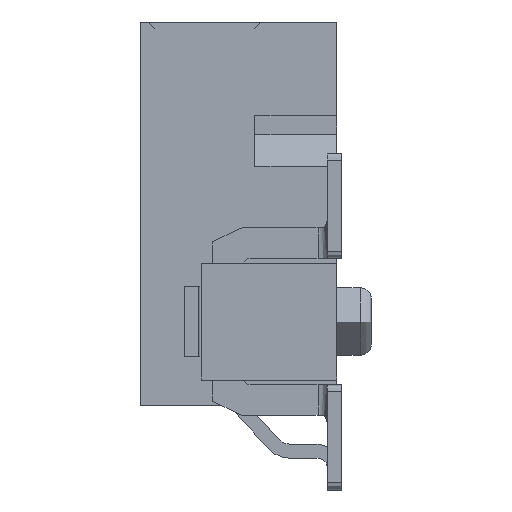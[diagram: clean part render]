
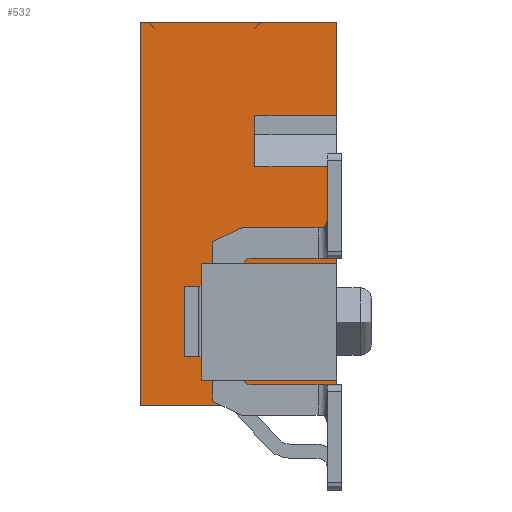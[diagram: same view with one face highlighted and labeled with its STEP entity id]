
A CAD part, left-side view. The second image highlights one B-rep face of the part: STEP entity #532.
In plain terms, the highlighted planar face has unit normal (-1, 0, 0).
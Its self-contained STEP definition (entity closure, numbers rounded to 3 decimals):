
#172=CARTESIAN_POINT('',(-26.765,-2.1,5.11));
#173=VERTEX_POINT('',#172);
#190=CARTESIAN_POINT('',(-26.765,-0.35,5.11));
#191=VERTEX_POINT('',#190);
#198=CARTESIAN_POINT('',(-26.765,-0.35,5.11));
#199=DIRECTION('',(0.,-1.,0.));
#200=VECTOR('',#199,1.75);
#201=LINE('',#198,#200);
#202=EDGE_CURVE('',#191,#173,#201,.T.);
#212=CARTESIAN_POINT('',(-26.765,-0.35,6.2));
#213=VERTEX_POINT('',#212);
#214=CARTESIAN_POINT('',(-26.765,-0.35,6.2));
#215=DIRECTION('',(0.,0.,-1.));
#216=VECTOR('',#215,1.09);
#217=LINE('',#214,#216);
#218=EDGE_CURVE('',#213,#191,#217,.T.);
#245=CARTESIAN_POINT('',(-26.765,-2.1,6.2));
#246=VERTEX_POINT('',#245);
#253=CARTESIAN_POINT('',(-26.765,-2.1,6.2));
#254=DIRECTION('',(0.,1.,0.));
#255=VECTOR('',#254,1.75);
#256=LINE('',#253,#255);
#257=EDGE_CURVE('',#246,#213,#256,.T.);
#388=CARTESIAN_POINT('',(-26.765,0.,4.1));
#389=DIRECTION('',(0.,-1.,0.));
#390=DIRECTION('',(-1.,0.,0.));
#391=AXIS2_PLACEMENT_3D('',#388,#390,#389);
#392=PLANE('',#391);
#393=CARTESIAN_POINT('',(-26.765,2.1,8.2));
#394=VERTEX_POINT('',#393);
#395=CARTESIAN_POINT('',(-26.765,2.1,0.));
#396=VERTEX_POINT('',#395);
#397=CARTESIAN_POINT('',(-26.765,2.1,8.2));
#398=DIRECTION('',(0.,0.,-1.));
#399=VECTOR('',#398,8.2);
#400=LINE('',#397,#399);
#401=EDGE_CURVE('',#394,#396,#400,.T.);
#402=ORIENTED_EDGE('',*,*,#401,.T.);
#403=CARTESIAN_POINT('',(-26.765,-2.1,0.));
#404=VERTEX_POINT('',#403);
#405=CARTESIAN_POINT('',(-26.765,2.1,0.));
#406=DIRECTION('',(0.,-1.,0.));
#407=VECTOR('',#406,4.2);
#408=LINE('',#405,#407);
#409=EDGE_CURVE('',#396,#404,#408,.T.);
#410=ORIENTED_EDGE('',*,*,#409,.T.);
#411=CARTESIAN_POINT('',(-26.765,-2.1,0.55));
#412=VERTEX_POINT('',#411);
#413=CARTESIAN_POINT('',(-26.765,-2.1,0.));
#414=DIRECTION('',(0.,0.,1.));
#415=VECTOR('',#414,0.55);
#416=LINE('',#413,#415);
#417=EDGE_CURVE('',#404,#412,#416,.T.);
#418=ORIENTED_EDGE('',*,*,#417,.T.);
#419=CARTESIAN_POINT('',(-26.765,-0.35,0.55));
#420=VERTEX_POINT('',#419);
#421=CARTESIAN_POINT('',(-26.765,-2.1,0.55));
#422=DIRECTION('',(0.,1.,0.));
#423=VECTOR('',#422,1.75);
#424=LINE('',#421,#423);
#425=EDGE_CURVE('',#412,#420,#424,.T.);
#426=ORIENTED_EDGE('',*,*,#425,.T.);
#427=CARTESIAN_POINT('',(-26.765,-0.2,0.7));
#428=VERTEX_POINT('',#427);
#429=CARTESIAN_POINT('',(-26.765,-0.35,0.55));
#430=DIRECTION('',(0.,0.707,0.707));
#431=VECTOR('',#430,0.212);
#432=LINE('',#429,#431);
#433=EDGE_CURVE('',#420,#428,#432,.T.);
#434=ORIENTED_EDGE('',*,*,#433,.T.);
#435=CARTESIAN_POINT('',(-26.765,-0.2,1.075));
#436=VERTEX_POINT('',#435);
#437=CARTESIAN_POINT('',(-26.765,-0.2,0.7));
#438=DIRECTION('',(0.,0.,1.));
#439=VECTOR('',#438,0.375);
#440=LINE('',#437,#439);
#441=EDGE_CURVE('',#428,#436,#440,.T.);
#442=ORIENTED_EDGE('',*,*,#441,.T.);
#443=CARTESIAN_POINT('',(-26.765,-1.85,1.075));
#444=VERTEX_POINT('',#443);
#445=CARTESIAN_POINT('',(-26.765,-0.2,1.075));
#446=DIRECTION('',(0.,-1.,0.));
#447=VECTOR('',#446,1.65);
#448=LINE('',#445,#447);
#449=EDGE_CURVE('',#436,#444,#448,.T.);
#450=ORIENTED_EDGE('',*,*,#449,.T.);
#451=CARTESIAN_POINT('',(-26.765,-2.,1.225));
#452=VERTEX_POINT('',#451);
#453=CARTESIAN_POINT('',(-26.765,-1.85,1.075));
#454=DIRECTION('',(0.,-0.707,0.707));
#455=VECTOR('',#454,0.212);
#456=LINE('',#453,#455);
#457=EDGE_CURVE('',#444,#452,#456,.T.);
#458=ORIENTED_EDGE('',*,*,#457,.T.);
#459=CARTESIAN_POINT('',(-26.765,-2.,2.375));
#460=VERTEX_POINT('',#459);
#461=CARTESIAN_POINT('',(-26.765,-2.,1.225));
#462=DIRECTION('',(0.,0.,1.));
#463=VECTOR('',#462,1.15);
#464=LINE('',#461,#463);
#465=EDGE_CURVE('',#452,#460,#464,.T.);
#466=ORIENTED_EDGE('',*,*,#465,.T.);
#467=CARTESIAN_POINT('',(-26.765,-1.85,2.525));
#468=VERTEX_POINT('',#467);
#469=CARTESIAN_POINT('',(-26.765,-2.,2.375));
#470=DIRECTION('',(0.,0.707,0.707));
#471=VECTOR('',#470,0.212);
#472=LINE('',#469,#471);
#473=EDGE_CURVE('',#460,#468,#472,.T.);
#474=ORIENTED_EDGE('',*,*,#473,.T.);
#475=CARTESIAN_POINT('',(-26.765,-0.2,2.525));
#476=VERTEX_POINT('',#475);
#477=CARTESIAN_POINT('',(-26.765,-1.85,2.525));
#478=DIRECTION('',(0.,1.,0.));
#479=VECTOR('',#478,1.65);
#480=LINE('',#477,#479);
#481=EDGE_CURVE('',#468,#476,#480,.T.);
#482=ORIENTED_EDGE('',*,*,#481,.T.);
#483=CARTESIAN_POINT('',(-26.765,-0.2,2.9));
#484=VERTEX_POINT('',#483);
#485=CARTESIAN_POINT('',(-26.765,-0.2,2.525));
#486=DIRECTION('',(0.,0.,1.));
#487=VECTOR('',#486,0.375);
#488=LINE('',#485,#487);
#489=EDGE_CURVE('',#476,#484,#488,.T.);
#490=ORIENTED_EDGE('',*,*,#489,.T.);
#491=CARTESIAN_POINT('',(-26.765,-0.35,3.05));
#492=VERTEX_POINT('',#491);
#493=CARTESIAN_POINT('',(-26.765,-0.2,2.9));
#494=DIRECTION('',(0.,-0.707,0.707));
#495=VECTOR('',#494,0.212);
#496=LINE('',#493,#495);
#497=EDGE_CURVE('',#484,#492,#496,.T.);
#498=ORIENTED_EDGE('',*,*,#497,.T.);
#499=CARTESIAN_POINT('',(-26.765,-2.1,3.05));
#500=VERTEX_POINT('',#499);
#501=CARTESIAN_POINT('',(-26.765,-0.35,3.05));
#502=DIRECTION('',(0.,-1.,0.));
#503=VECTOR('',#502,1.75);
#504=LINE('',#501,#503);
#505=EDGE_CURVE('',#492,#500,#504,.T.);
#506=ORIENTED_EDGE('',*,*,#505,.T.);
#507=CARTESIAN_POINT('',(-26.765,-2.1,3.05));
#508=DIRECTION('',(0.,0.,1.));
#509=VECTOR('',#508,2.06);
#510=LINE('',#507,#509);
#511=EDGE_CURVE('',#500,#173,#510,.T.);
#512=ORIENTED_EDGE('',*,*,#511,.T.);
#513=ORIENTED_EDGE('',*,*,#202,.F.);
#514=ORIENTED_EDGE('',*,*,#218,.F.);
#515=ORIENTED_EDGE('',*,*,#257,.F.);
#516=CARTESIAN_POINT('',(-26.765,-2.1,8.2));
#517=VERTEX_POINT('',#516);
#518=CARTESIAN_POINT('',(-26.765,-2.1,6.2));
#519=DIRECTION('',(0.,0.,1.));
#520=VECTOR('',#519,2.);
#521=LINE('',#518,#520);
#522=EDGE_CURVE('',#246,#517,#521,.T.);
#523=ORIENTED_EDGE('',*,*,#522,.T.);
#524=CARTESIAN_POINT('',(-26.765,-2.1,8.2));
#525=DIRECTION('',(0.,1.,0.));
#526=VECTOR('',#525,4.2);
#527=LINE('',#524,#526);
#528=EDGE_CURVE('',#517,#394,#527,.T.);
#529=ORIENTED_EDGE('',*,*,#528,.T.);
#530=EDGE_LOOP('',(#402,#410,#418,#426,#434,#442,#450,#458,#466,#474,#482,#490,#498,#506,#512,#513,#514,#515,#523,#529));
#531=FACE_OUTER_BOUND('',#530,.T.);
#532=ADVANCED_FACE('',(#531),#392,.T.);
